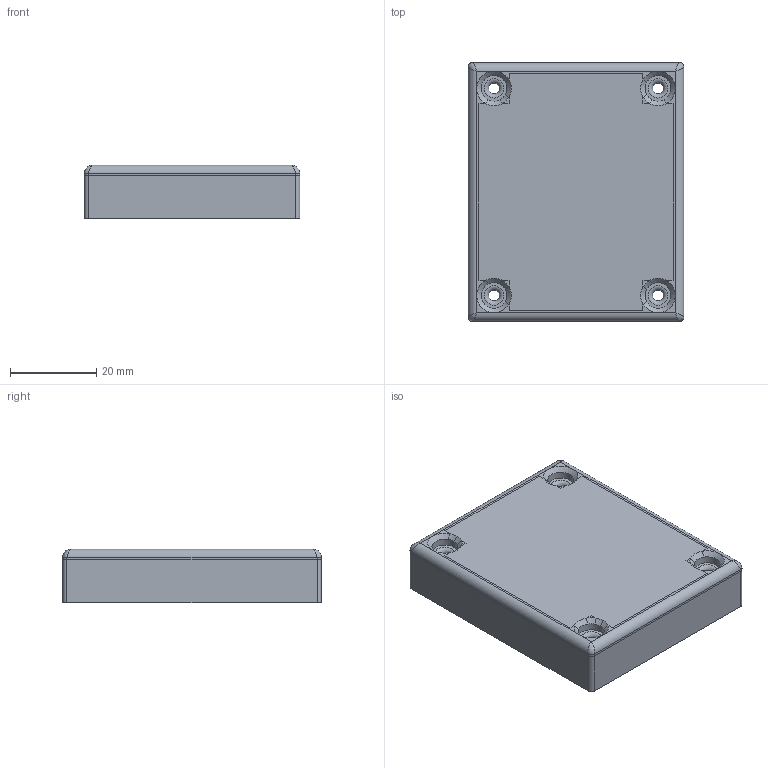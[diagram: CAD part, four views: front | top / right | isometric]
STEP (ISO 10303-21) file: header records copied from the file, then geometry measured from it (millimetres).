
FILE_DESCRIPTION(('FreeCAD Model'),'2;1');
FILE_NAME('Open CASCADE Shape Model','2024-09-03T21:03:15',(''),(''), 'Open CASCADE STEP processor 7.6','FreeCAD','Unknown');
FILE_SCHEMA(('AUTOMOTIVE_DESIGN { 1 0 10303 214 1 1 1 1 }'));
Length unit declared in the file: millimetre
Products named in the file (1): Body_Lid
Bounding box: 50 x 60 x 12.5 mm (x, y, z)
Volume: 14064.9 mm3; surface area: 10839.5 mm2
Topology: 1 solids, 1 shells, 92 faces, 240 edges, 140 vertices
Faces by surface type: plane 44, cylinder 20, bspline 16, cone 8, torus 4
Full cylindrical faces by diameter (mm): 2.5 x4, 6 x4
Entity records: 3257 total; most frequent: CARTESIAN_POINT 1090, ORIENTED_EDGE 472, DIRECTION 398, EDGE_CURVE 236, VERTEX_POINT 140, LINE 140, VECTOR 140, AXIS2_PLACEMENT_3D 129
